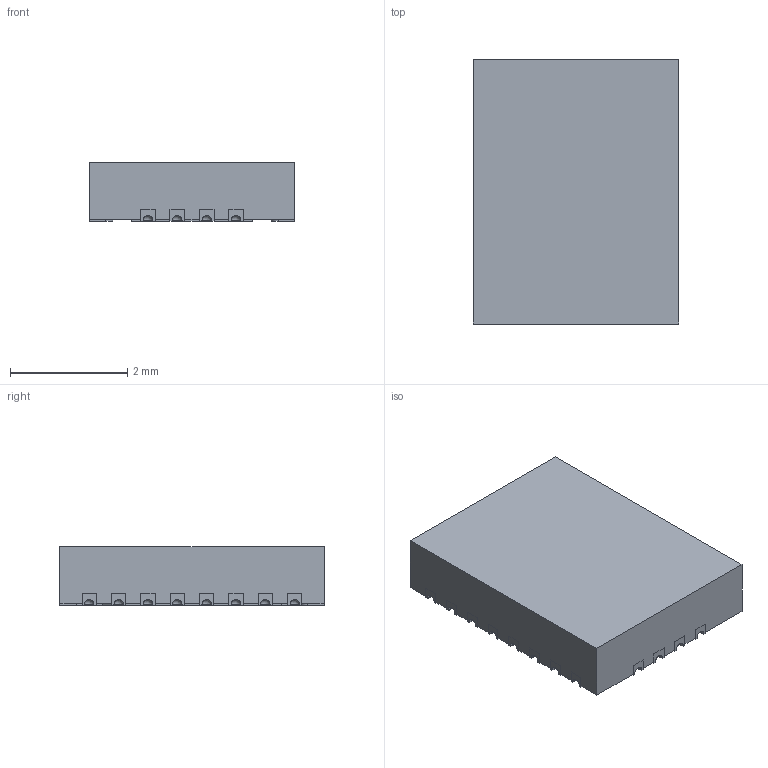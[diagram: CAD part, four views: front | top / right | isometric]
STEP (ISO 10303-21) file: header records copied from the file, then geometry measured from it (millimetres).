
FILE_DESCRIPTION (( 'STEP AP214' ), '1' );
FILE_NAME ('BQ51013BQWRHLRQ1.STEP', '2024-09-05T14:59:23', ( '' ), ( '' ), 'SwSTEP 2.0', 'SolidWorks 2023', '' );
FILE_SCHEMA (( 'AUTOMOTIVE_DESIGN' ));
Length unit declared in the file: millimetre
Products named in the file (4): FRAME-AAA00XXA; BQ51013BQWRHLRQ1; BODY-QFN; RHL0020B(2)
Assembly tree (3 placements, depth 3):
  BQ51013BQWRHLRQ1
    RHL0020B(2)
      BODY-QFN
      FRAME-AAA00XXA
Bounding box: 3.5 x 4.5 x 1 mm (x, y, z)
Volume: 15.5 mm3; surface area: 81.3 mm2
Topology: 22 solids, 22 shells, 418 faces, 1114 edges, 716 vertices
Faces by surface type: plane 274, cylinder 120, sphere 24
Entity records: 17486 total; most frequent: CARTESIAN_POINT 2199, DIRECTION 2164, ORIENTED_EDGE 2148, EDGE_CURVE 1074, LINE 834, VECTOR 834, VERTEX_POINT 700, AXIS2_PLACEMENT_3D 665
